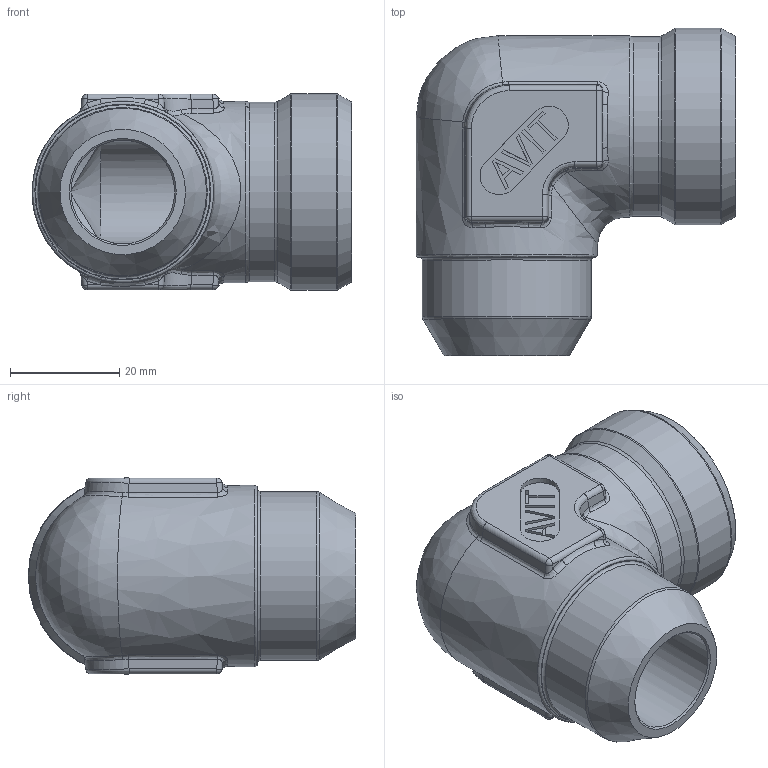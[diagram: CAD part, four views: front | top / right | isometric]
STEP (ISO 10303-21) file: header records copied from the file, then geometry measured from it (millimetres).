
FILE_DESCRIPTION(/* description */ (''),/* implementation_level */ '2;1');
FILE_NAME(/* name */ 'X-WAV25.stp',/* time_stamp */ '2025-01-16T11:44:14+01:00',/* author */ (''),/* organization */ (''),/* preprocessor_version */ 'ST-DEVELOPER v16',/* originating_system */ 'SIEMENS PLM Software NX 10.0',/* authorisation */ '');
FILE_SCHEMA (('AP203_CONFIGURATION_CONTROLLED_3D_DESIGN_OF_MECHANICAL_PARTS_AND_ASSEMBLIES_MIM_LF { 1 0 10303 403 2 1 2}'));
Length unit declared in the file: millimetre
Products named in the file (1): nwer41844EE665vn
Bounding box: 58.62 x 60 x 36 mm (x, y, z)
Volume: 45544.9 mm3; surface area: 14871.6 mm2
Topology: 1 solids, 1 shells, 168 faces, 396 edges, 229 vertices
Faces by surface type: plane 56, bspline 49, cylinder 33, cone 10, sphere 8, torus 8, extrusion 4
Full cylindrical faces by diameter (mm): 19 x2, 25.22 x1, 31 x1, 32.9 x1, 36 x1
Entity records: 5823 total; most frequent: CARTESIAN_POINT 2544, ORIENTED_EDGE 708, DIRECTION 546, EDGE_CURVE 354, AXIS2_PLACEMENT_3D 226, VERTEX_POINT 222, EDGE_LOOP 199, ADVANCED_FACE 166
